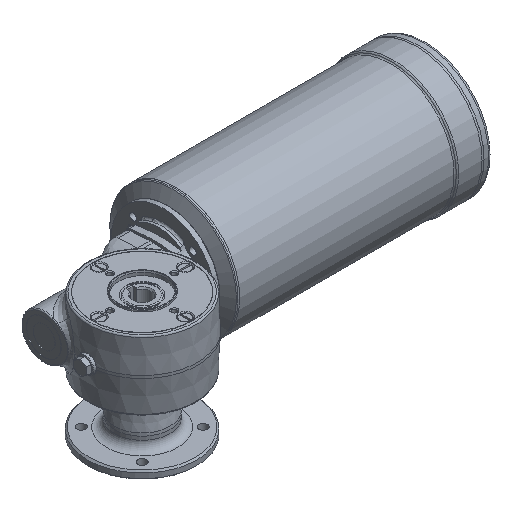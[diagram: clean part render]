
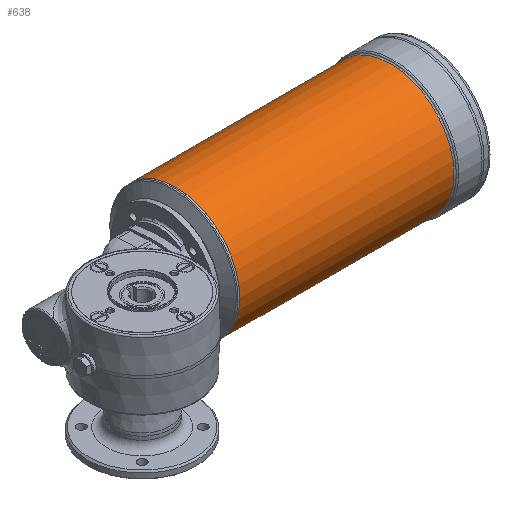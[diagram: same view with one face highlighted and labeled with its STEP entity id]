
A CAD part, isometric view. The second image highlights one B-rep face of the part: STEP entity #638.
In plain terms, the highlighted cylindrical face has radius 64.5 mm (diameter 129 mm), a full revolution.
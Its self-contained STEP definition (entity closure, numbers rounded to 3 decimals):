
#638 = ADVANCED_FACE( '', ( #1823, #1824 ), #1825, .T. );
#1823 = FACE_OUTER_BOUND( '', #3951, .T. );
#1824 = FACE_OUTER_BOUND( '', #3952, .T. );
#1825 = CYLINDRICAL_SURFACE( '', #3953, 64.5 );
#3951 = EDGE_LOOP( '', ( #10338 ) );
#3952 = EDGE_LOOP( '', ( #10339 ) );
#3953 = AXIS2_PLACEMENT_3D( '', #10340, #10341, #10342 );
#10338 = ORIENTED_EDGE( '', *, *, #14320, .T. );
#10339 = ORIENTED_EDGE( '', *, *, #14402, .T. );
#10340 = CARTESIAN_POINT( '', ( 239.168, 45., 0. ) );
#10341 = DIRECTION( '', ( -1., 0., 0. ) );
#10342 = DIRECTION( '', ( 0., 1., 0. ) );
#14320 = EDGE_CURVE( '', #15914, #15914, #15915, .F. );
#14402 = EDGE_CURVE( '', #16059, #16059, #16060, .T. );
#15914 = VERTEX_POINT( '', #18269 );
#15915 = CIRCLE( '', #18270, 64.5 );
#16059 = VERTEX_POINT( '', #18580 );
#16060 = CIRCLE( '', #18581, 64.5 );
#18269 = CARTESIAN_POINT( '', ( 295.172, 109.5, 0. ) );
#18270 = AXIS2_PLACEMENT_3D( '', #23141, #23142, #23143 );
#18580 = CARTESIAN_POINT( '', ( 79., 109.5, 0. ) );
#18581 = AXIS2_PLACEMENT_3D( '', #23246, #23247, #23248 );
#23141 = CARTESIAN_POINT( '', ( 295.172, 45., 0. ) );
#23142 = DIRECTION( '', ( 1., 0., 0. ) );
#23143 = DIRECTION( '', ( 0., 1., 0. ) );
#23246 = CARTESIAN_POINT( '', ( 79., 45., 0. ) );
#23247 = DIRECTION( '', ( 1., 0., 0. ) );
#23248 = DIRECTION( '', ( 0., 1., 0. ) );
